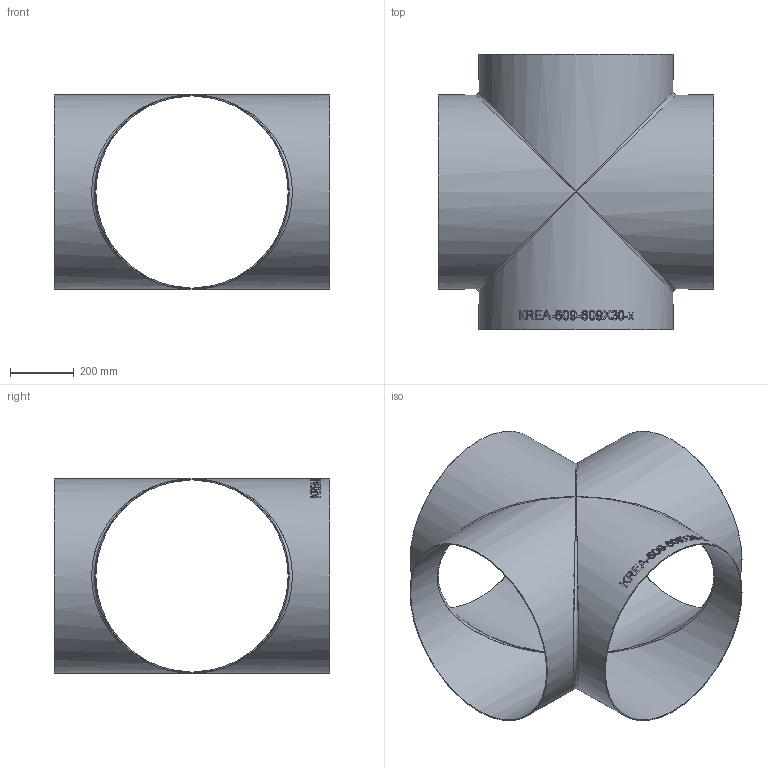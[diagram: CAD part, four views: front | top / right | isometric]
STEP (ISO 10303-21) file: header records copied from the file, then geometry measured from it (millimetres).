
FILE_DESCRIPTION (( 'STEP AP214' ), '1' );
FILE_NAME ('KREA-609-609X30-x Kreuz-Stück 2005.STEP', '2020-05-14T09:04:31', ( '' ), ( '' ), 'SwSTEP 2.0', 'SolidWorks 2019', '' );
FILE_SCHEMA (( 'AUTOMOTIVE_DESIGN' ));
Length unit declared in the file: millimetre
Products named in the file (1): KREA-609-609X30-x Kreuz-Stück 2005
Bounding box: 864 x 864 x 609.6 mm (x, y, z)
Volume: 5476487.9 mm3; surface area: 3650810.5 mm2
Topology: 1 solids, 1 shells, 252 faces, 669 edges, 426 vertices
Faces by surface type: bspline 161, plane 57, cylinder 34
Full cylindrical faces by diameter (mm): 603.6 x4, 609.6 x4
Entity records: 58103 total; most frequent: CARTESIAN_POINT 50910, ORIENTED_EDGE 1284, EDGE_CURVE 642, B_SPLINE_CURVE_WITH_KNOTS 478, VERTEX_POINT 424, DIRECTION 410, EDGE_LOOP 290, FACE_OUTER_BOUND 260
